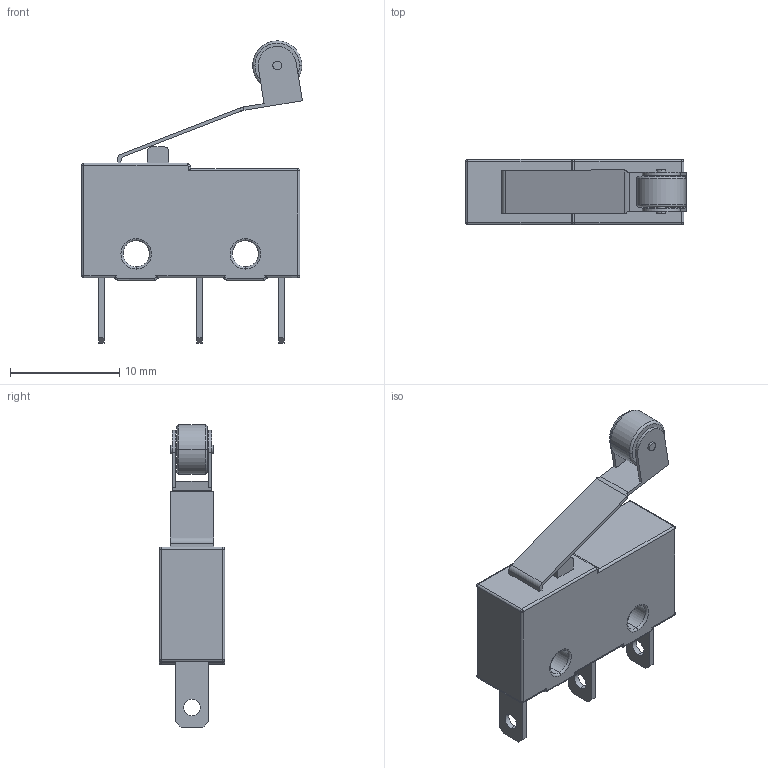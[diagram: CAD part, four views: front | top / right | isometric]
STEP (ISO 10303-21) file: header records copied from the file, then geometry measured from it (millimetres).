
FILE_DESCRIPTION (( 'STEP AP214' ), '1' );
FILE_NAME ('Microswitch.STEP', '2023-05-25T07:14:28', ( 'Nick' ), ( '' ), 'SwSTEP 2.0', 'SolidWorks 2013', '' );
FILE_SCHEMA (( 'AUTOMOTIVE_DESIGN' ));
Length unit declared in the file: millimetre
Products named in the file (1): Microswitch
Bounding box: 20.22 x 6 x 27.69 mm (x, y, z)
Volume: 1297 mm3; surface area: 1265 mm2
Topology: 1 solids, 1 shells, 161 faces, 390 edges, 230 vertices
Faces by surface type: cylinder 73, plane 66, torus 12, sphere 10
Entity records: 5719 total; most frequent: CARTESIAN_POINT 878, DIRECTION 780, ORIENTED_EDGE 760, EDGE_CURVE 380, AXIS2_PLACEMENT_3D 272, VECTOR 236, LINE 236, VERTEX_POINT 230
